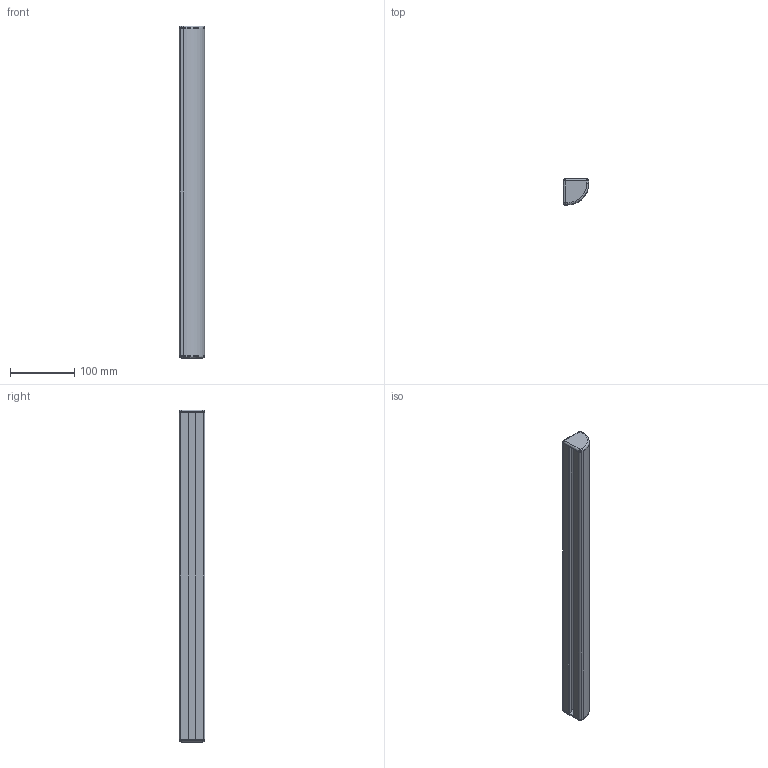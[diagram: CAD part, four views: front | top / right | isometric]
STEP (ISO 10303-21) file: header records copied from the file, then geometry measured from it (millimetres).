
FILE_DESCRIPTION(('FreeCAD Model'),'2;1');
FILE_NAME('corner.step' ,'2017-03-03T22:17:44',('Author'),(''), 'Open CASCADE STEP processor 6.9','FreeCAD','Unknown');
FILE_SCHEMA(('AUTOMOTIVE_DESIGN_CC2 { 1 2 10303 214 -1 1 5 4 }'));
Length unit declared in the file: millimetre
Products named in the file (2): ASSEMBLY; corner007
Assembly tree (1 placements, depth 2):
  ASSEMBLY
    corner007
Bounding box: 40 x 40 x 518 mm (x, y, z)
Volume: 259913.9 mm3; surface area: 241043.1 mm2
Topology: 1 solids, 5 shells, 158 faces, 404 edges, 250 vertices
Faces by surface type: plane 104, cylinder 46, bspline 8
Entity records: 11686 total; most frequent: CARTESIAN_POINT 2524, DIRECTION 1523, LINE 1010, VECTOR 1010, ORIENTED_EDGE 796, PCURVE 796, DEFINITIONAL_REPRESENTATION 796, EDGE_CURVE 398
